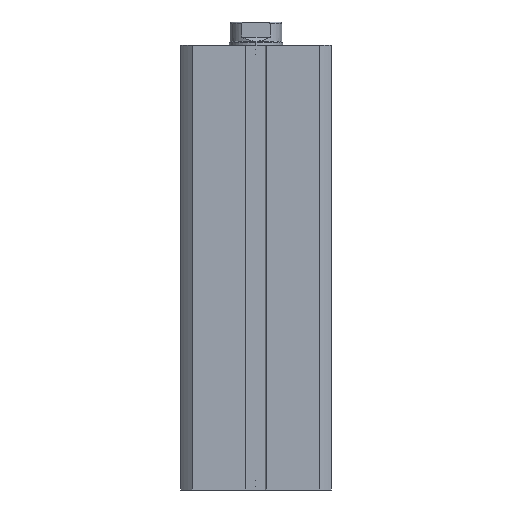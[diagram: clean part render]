
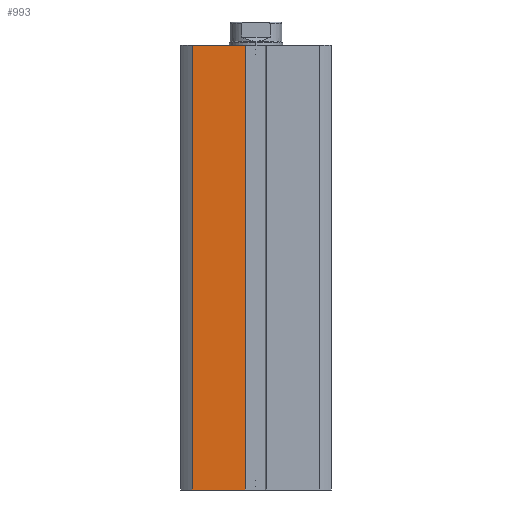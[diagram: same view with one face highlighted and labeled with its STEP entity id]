
A CAD part, front view. The second image highlights one B-rep face of the part: STEP entity #993.
In plain terms, the highlighted planar face has unit normal (0, -1, 0).
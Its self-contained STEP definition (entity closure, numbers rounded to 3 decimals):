
#828 = EDGE_LOOP ( 'NONE', ( #1277, #1278, #1279, #1280 ) ) ;
#993 = ADVANCED_FACE ( 'NONE', ( #3867 ), #1788, .F. ) ;
#1277 = ORIENTED_EDGE ( 'NONE', *, *, #2079, .F. ) ;
#1278 = ORIENTED_EDGE ( 'NONE', *, *, #2045, .T. ) ;
#1279 = ORIENTED_EDGE ( 'NONE', *, *, #2075, .T. ) ;
#1280 = ORIENTED_EDGE ( 'NONE', *, *, #2345, .F. ) ;
#1785 = DIRECTION ( 'NONE',  ( 0., 0., 1. ) ) ;
#1786 = DIRECTION ( 'NONE',  ( 0., 1., 0. ) ) ;
#1788 = PLANE ( 'NONE',  #2621 ) ;
#1789 = CARTESIAN_POINT ( 'NONE',  ( -22.5, -22.5, 133. ) ) ;
#2045 = EDGE_CURVE ( 'NONE', #3238, #3244, #4179, .T. ) ;
#2075 = EDGE_CURVE ( 'NONE', #3244, #3356, #4224, .T. ) ;
#2079 = EDGE_CURVE ( 'NONE', #3238, #3361, #4228, .T. ) ;
#2345 = EDGE_CURVE ( 'NONE', #3361, #3356, #5973, .T. ) ;
#2621 = AXIS2_PLACEMENT_3D ( 'NONE', #1789, #1786, #1785 ) ;
#3238 = VERTEX_POINT ( 'NONE', #6368 ) ;
#3244 = VERTEX_POINT ( 'NONE', #6374 ) ;
#3356 = VERTEX_POINT ( 'NONE', #6486 ) ;
#3361 = VERTEX_POINT ( 'NONE', #6491 ) ;
#3867 = FACE_OUTER_BOUND ( 'NONE', #828, .T. ) ;
#4179 = LINE ( 'NONE', #4514, #4180 ) ;
#4180 = VECTOR ( 'NONE', #4515, 1000. ) ;
#4220 = VECTOR ( 'NONE', #4587, 1000. ) ;
#4224 = LINE ( 'NONE', #4586, #4220 ) ;
#4228 = LINE ( 'NONE', #4592, #4237 ) ;
#4237 = VECTOR ( 'NONE', #4595, 1000. ) ;
#4514 = CARTESIAN_POINT ( 'NONE',  ( -22.5, -22.5, 0. ) ) ;
#4515 = DIRECTION ( 'NONE',  ( 1., 0., 0. ) ) ;
#4586 = CARTESIAN_POINT ( 'NONE',  ( -3.2, -22.5, 133. ) ) ;
#4587 = DIRECTION ( 'NONE',  ( 0., 0., 1. ) ) ;
#4592 = CARTESIAN_POINT ( 'NONE',  ( -19.079, -22.5, 0. ) ) ;
#4595 = DIRECTION ( 'NONE',  ( 0., 0., 1. ) ) ;
#5315 = CARTESIAN_POINT ( 'NONE',  ( -22.5, -22.5, 133. ) ) ;
#5316 = DIRECTION ( 'NONE',  ( 1., 0., 0. ) ) ;
#5973 = LINE ( 'NONE', #5315, #5977 ) ;
#5977 = VECTOR ( 'NONE', #5316, 1000. ) ;
#6368 = CARTESIAN_POINT ( 'NONE',  ( -19.079, -22.5, 0. ) ) ;
#6374 = CARTESIAN_POINT ( 'NONE',  ( -3.2, -22.5, 0. ) ) ;
#6486 = CARTESIAN_POINT ( 'NONE',  ( -3.2, -22.5, 133. ) ) ;
#6491 = CARTESIAN_POINT ( 'NONE',  ( -19.079, -22.5, 133. ) ) ;
